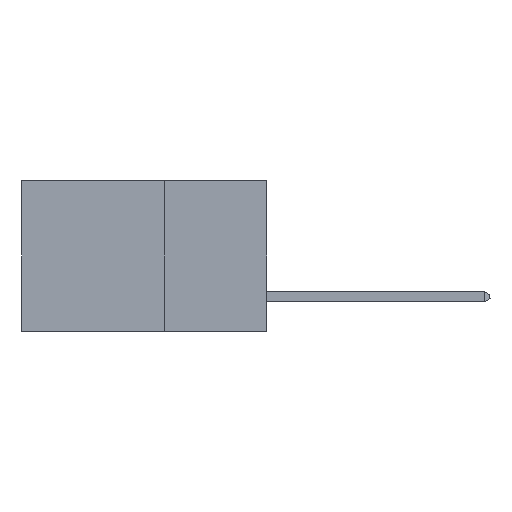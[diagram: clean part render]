
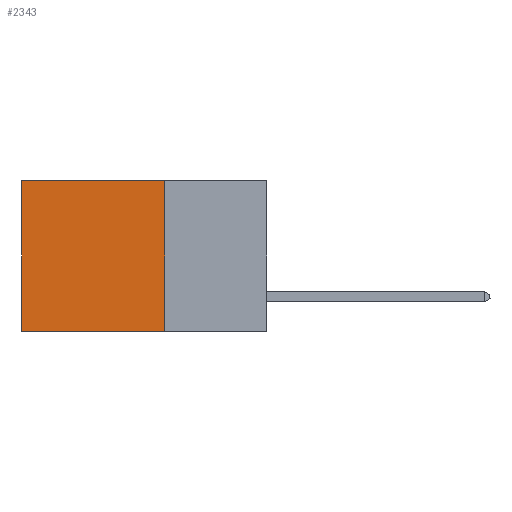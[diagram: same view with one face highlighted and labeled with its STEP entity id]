
A CAD part, left-side view. The second image highlights one B-rep face of the part: STEP entity #2343.
In plain terms, the highlighted planar face has unit normal (-1, 0, 0).
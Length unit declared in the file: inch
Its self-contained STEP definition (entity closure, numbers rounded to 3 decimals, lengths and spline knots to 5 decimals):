
#81 = EDGE_CURVE ( 'NONE', #1497, #6821, #12129, .T. ) ;
#593 = LINE ( 'NONE', #3858, #806 ) ;
#728 = ORIENTED_EDGE ( 'NONE', *, *, #81, .T. ) ;
#806 = VECTOR ( 'NONE', #16175, 39.37008 ) ;
#885 = ORIENTED_EDGE ( 'NONE', *, *, #2375, .F. ) ;
#1323 = DIRECTION ( 'NONE',  ( 0., 0., -1. ) ) ;
#1497 = VERTEX_POINT ( 'NONE', #13266 ) ;
#1526 = DIRECTION ( 'NONE',  ( 0., 1., 0. ) ) ;
#2343 = ADVANCED_FACE ( 'NONE', ( #18067 ), #19735, .F. ) ;
#2375 = EDGE_CURVE ( 'NONE', #4987, #6821, #8971, .T. ) ;
#2484 = ORIENTED_EDGE ( 'NONE', *, *, #10835, .F. ) ;
#3010 = DIRECTION ( 'NONE',  ( 1., 0., 0. ) ) ;
#3858 = CARTESIAN_POINT ( 'NONE',  ( 0.2875, 0.25, 0. ) ) ;
#4661 = EDGE_LOOP ( 'NONE', ( #728, #885, #2484, #18766 ) ) ;
#4987 = VERTEX_POINT ( 'NONE', #18686 ) ;
#6821 = VERTEX_POINT ( 'NONE', #12108 ) ;
#7896 = DIRECTION ( 'NONE',  ( 0., 0., -1. ) ) ;
#8147 = LINE ( 'NONE', #9196, #11690 ) ;
#8295 = DIRECTION ( 'NONE',  ( 0., 0., -1. ) ) ;
#8971 = LINE ( 'NONE', #13733, #11373 ) ;
#9145 = CARTESIAN_POINT ( 'NONE',  ( 0.2875, 0.25, 0. ) ) ;
#9196 = CARTESIAN_POINT ( 'NONE',  ( 0.2875, 0.25, 0. ) ) ;
#10509 = AXIS2_PLACEMENT_3D ( 'NONE', #10531, #3010, #1323 ) ;
#10531 = CARTESIAN_POINT ( 'NONE',  ( 0.2875, 0.25, 0. ) ) ;
#10835 = EDGE_CURVE ( 'NONE', #14668, #4987, #8147, .T. ) ;
#11373 = VECTOR ( 'NONE', #1526, 39.37008 ) ;
#11690 = VECTOR ( 'NONE', #7896, 39.37008 ) ;
#12108 = CARTESIAN_POINT ( 'NONE',  ( 0.2875, 0.6, -0.37 ) ) ;
#12129 = LINE ( 'NONE', #15964, #15256 ) ;
#13266 = CARTESIAN_POINT ( 'NONE',  ( 0.2875, 0.6, 0. ) ) ;
#13733 = CARTESIAN_POINT ( 'NONE',  ( 0.2875, 0.25, -0.37 ) ) ;
#14668 = VERTEX_POINT ( 'NONE', #9145 ) ;
#15256 = VECTOR ( 'NONE', #8295, 39.37008 ) ;
#15964 = CARTESIAN_POINT ( 'NONE',  ( 0.2875, 0.6, 0. ) ) ;
#16175 = DIRECTION ( 'NONE',  ( 0., 1., 0. ) ) ;
#18067 = FACE_OUTER_BOUND ( 'NONE', #4661, .T. ) ;
#18686 = CARTESIAN_POINT ( 'NONE',  ( 0.2875, 0.25, -0.37 ) ) ;
#18766 = ORIENTED_EDGE ( 'NONE', *, *, #19058, .T. ) ;
#19058 = EDGE_CURVE ( 'NONE', #14668, #1497, #593, .T. ) ;
#19735 = PLANE ( 'NONE',  #10509 ) ;
